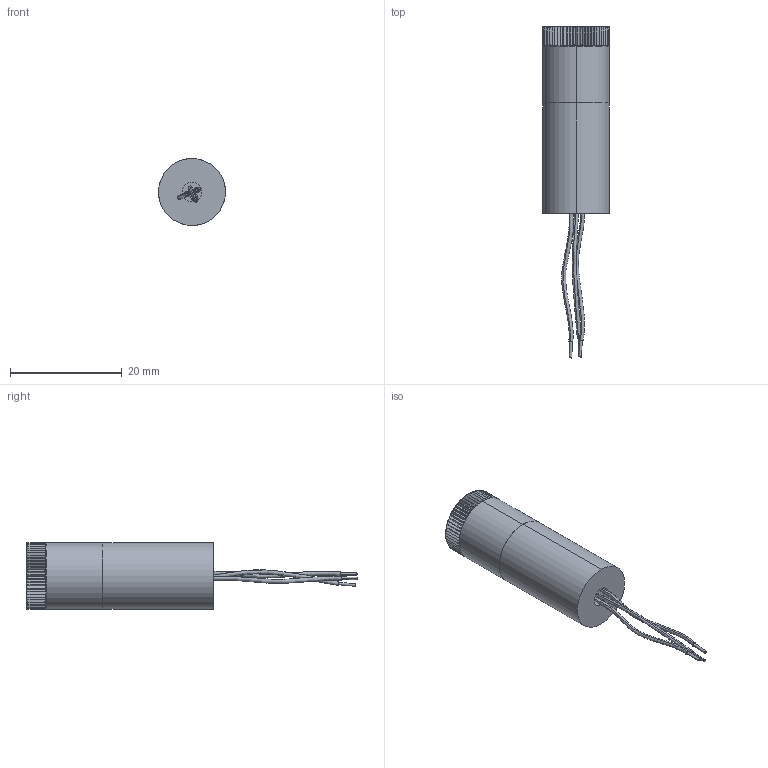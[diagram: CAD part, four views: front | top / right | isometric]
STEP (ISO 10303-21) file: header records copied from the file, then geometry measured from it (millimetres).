
FILE_DESCRIPTION (( 'STEP AP214' ), '1' );
FILE_NAME ('Laser Diode Module.STEP', '2014-04-26T10:11:21', ( '' ), ( '' ), 'SwSTEP 2.0', 'SolidWorks 2014', '' );
FILE_SCHEMA (( 'AUTOMOTIVE_DESIGN' ));
Length unit declared in the file: millimetre
Products named in the file (8): Mitsubishi ML501P73 500mW 638nm Laser Diode with leads; Lens Focusing Ring; LD module tension spring; G-2 lens focusable mount; G-2 colimating lens; LD module body; LD module diode mount back nut; Laser Diode Module
Assembly tree (7 placements, depth 2):
  Laser Diode Module
    LD module diode mount back nut
    LD module body
    G-2 colimating lens
    G-2 lens focusable mount
    LD module tension spring
    Lens Focusing Ring
    Mitsubishi ML501P73 500mW 638nm Laser Diode with leads
Bounding box: 12 x 59.52 x 12 mm (x, y, z)
Volume: 1873.3 mm3; surface area: 5323.6 mm2
Topology: 12 solids, 12 shells, 806 faces, 1848 edges, 1100 vertices
Faces by surface type: cylinder 388, plane 236, torus 132, bspline 34, cone 16
Entity records: 37691 total; most frequent: CARTESIAN_POINT 16266, ORIENTED_EDGE 3696, DIRECTION 3094, EDGE_CURVE 1848, AXIS2_PLACEMENT_3D 1220, VERTEX_POINT 1100, EDGE_LOOP 860, ADVANCED_FACE 806
